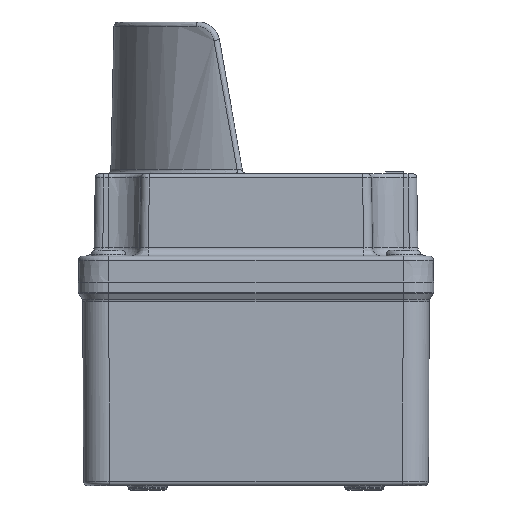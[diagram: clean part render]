
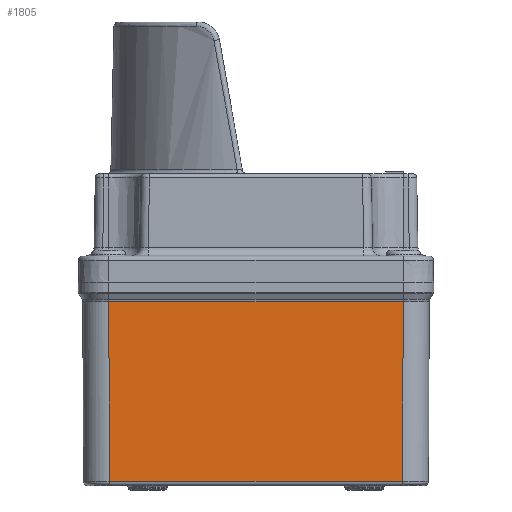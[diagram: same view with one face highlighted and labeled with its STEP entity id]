
A CAD part, left-side view. The second image highlights one B-rep face of the part: STEP entity #1805.
In plain terms, the highlighted planar face has unit normal (-1, 0, -0.004).
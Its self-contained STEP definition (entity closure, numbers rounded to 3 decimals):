
#1805=ADVANCED_FACE('',(#3155),#2834,.T.);
#2834=PLANE('',#17147);
#3155=FACE_OUTER_BOUND('',#4129,.T.);
#4129=EDGE_LOOP('',(#6025,#6026,#6027,#6028));
#6025=ORIENTED_EDGE('',*,*,#12049,.T.);
#6026=ORIENTED_EDGE('',*,*,#12050,.T.);
#6027=ORIENTED_EDGE('',*,*,#12051,.T.);
#6028=ORIENTED_EDGE('',*,*,#12052,.T.);
#10511=VERTEX_POINT('',#24900);
#10512=VERTEX_POINT('',#24901);
#10513=VERTEX_POINT('',#24903);
#10514=VERTEX_POINT('',#24905);
#12049=EDGE_CURVE('',#10511,#10512,#14268,.T.);
#12050=EDGE_CURVE('',#10512,#10513,#14269,.T.);
#12051=EDGE_CURVE('',#10513,#10514,#14270,.T.);
#12052=EDGE_CURVE('',#10514,#10511,#14271,.T.);
#14268=LINE('',#24899,#15163);
#14269=LINE('',#24902,#15164);
#14270=LINE('',#24904,#15165);
#14271=LINE('',#24906,#15166);
#15163=VECTOR('',#19509,1.);
#15164=VECTOR('',#19510,1.);
#15165=VECTOR('',#19511,1.);
#15166=VECTOR('',#19512,1.);
#17147=AXIS2_PLACEMENT_3D('',#24907,#19513,#19514);
#19509=DIRECTION('',(-0.004,-0.004,1.));
#19510=DIRECTION('',(0.,1.,0.));
#19511=DIRECTION('',(0.004,-0.004,-1.));
#19512=DIRECTION('',(0.,-1.,0.));
#19513=DIRECTION('',(-1.,0.,-0.004));
#19514=DIRECTION('',(-0.004,0.,1.));
#24899=CARTESIAN_POINT('',(-39.999,-33.999,-0.148));
#24900=CARTESIAN_POINT('',(-39.799,-33.799,-46.004));
#24901=CARTESIAN_POINT('',(-39.98,-33.98,-4.511));
#24902=CARTESIAN_POINT('',(-39.98,33.982,-4.511));
#24903=CARTESIAN_POINT('',(-39.98,33.98,-4.511));
#24904=CARTESIAN_POINT('',(-39.999,33.999,-0.148));
#24905=CARTESIAN_POINT('',(-39.799,33.799,-46.004));
#24906=CARTESIAN_POINT('',(-39.799,-33.795,-46.004));
#24907=CARTESIAN_POINT('',(-40.,0.,0.));
